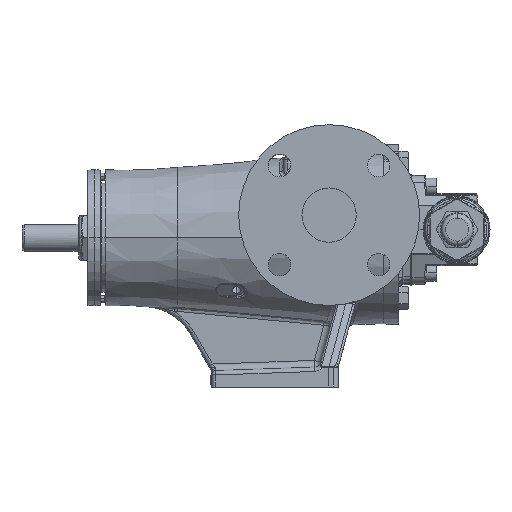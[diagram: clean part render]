
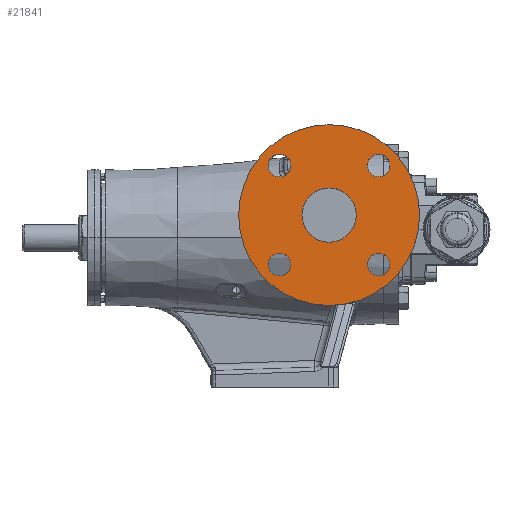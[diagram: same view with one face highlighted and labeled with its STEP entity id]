
A CAD part, top view. The second image highlights one B-rep face of the part: STEP entity #21841.
In plain terms, the highlighted planar face has unit normal (0, 0, 1).
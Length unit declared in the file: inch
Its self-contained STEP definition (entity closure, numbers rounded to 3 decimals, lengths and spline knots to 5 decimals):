
#506 = CIRCLE ( 'NONE', #83612, 2.5 ) ;
#1622 = CARTESIAN_POINT ( 'NONE',  ( -1.5, 0.62, 4. ) ) ;
#2244 = CARTESIAN_POINT ( 'NONE',  ( -0.44248, -0.75002, 4. ) ) ;
#4038 = DIRECTION ( 'NONE',  ( 1., 0., 0. ) ) ;
#4148 = CIRCLE ( 'NONE', #34245, 0.3125 ) ;
#4452 = FACE_BOUND ( 'NONE', #34109, .T. ) ;
#6144 = EDGE_LOOP ( 'NONE', ( #113935, #129026 ) ) ;
#6163 = ORIENTED_EDGE ( 'NONE', *, *, #12843, .F. ) ;
#6781 = CARTESIAN_POINT ( 'NONE',  ( -1.5, 0.62, 4. ) ) ;
#7455 = EDGE_LOOP ( 'NONE', ( #138947, #71127 ) ) ;
#8554 = VERTEX_POINT ( 'NONE', #126407 ) ;
#10254 = EDGE_CURVE ( 'NONE', #74989, #102558, #134771, .T. ) ;
#11052 = EDGE_CURVE ( 'NONE', #18090, #75861, #38951, .T. ) ;
#11196 = DIRECTION ( 'NONE',  ( 0., 1., 0. ) ) ;
#12650 = EDGE_CURVE ( 'NONE', #131622, #136594, #123862, .T. ) ;
#12729 = AXIS2_PLACEMENT_3D ( 'NONE', #122652, #47081, #4038 ) ;
#12743 = FACE_BOUND ( 'NONE', #47545, .T. ) ;
#12843 = EDGE_CURVE ( 'NONE', #136594, #131622, #34762, .T. ) ;
#14827 = CARTESIAN_POINT ( 'NONE',  ( 1.00004, 0., 4. ) ) ;
#18090 = VERTEX_POINT ( 'NONE', #70159 ) ;
#18163 = ORIENTED_EDGE ( 'NONE', *, *, #85387, .F. ) ;
#18691 = CARTESIAN_POINT ( 'NONE',  ( -0.12998, -0.75002, 4. ) ) ;
#19475 = FACE_BOUND ( 'NONE', #119861, .T. ) ;
#21017 = CARTESIAN_POINT ( 'NONE',  ( 0.18252, 1.99002, 4. ) ) ;
#21747 = ORIENTED_EDGE ( 'NONE', *, *, #12650, .F. ) ;
#21819 = DIRECTION ( 'NONE',  ( 1., 0., 0. ) ) ;
#21841 = ADVANCED_FACE ( 'NONE', ( #4452, #93274, #19475, #123495, #12743, #128580 ), #123621, .F. ) ;
#26133 = DIRECTION ( 'NONE',  ( 1., 0., 0. ) ) ;
#27760 = DIRECTION ( 'NONE',  ( 0., 0., 1. ) ) ;
#27925 = CIRCLE ( 'NONE', #49237, 2.5 ) ;
#29894 = DIRECTION ( 'NONE',  ( 0., 0., 1. ) ) ;
#31889 = AXIS2_PLACEMENT_3D ( 'NONE', #96766, #130111, #21819 ) ;
#34109 = EDGE_LOOP ( 'NONE', ( #18163, #63091 ) ) ;
#34245 = AXIS2_PLACEMENT_3D ( 'NONE', #123196, #133560, #26133 ) ;
#34762 = CIRCLE ( 'NONE', #86398, 0.75 ) ;
#35414 = VERTEX_POINT ( 'NONE', #119175 ) ;
#36057 = CARTESIAN_POINT ( 'NONE',  ( -2.87002, -0.75002, 4. ) ) ;
#38951 = CIRCLE ( 'NONE', #52177, 0.3125 ) ;
#39498 = AXIS2_PLACEMENT_3D ( 'NONE', #133929, #134398, #91551 ) ;
#42594 = DIRECTION ( 'NONE',  ( 0., 0., 1. ) ) ;
#42822 = EDGE_CURVE ( 'NONE', #8554, #102730, #48664, .T. ) ;
#45738 = EDGE_CURVE ( 'NONE', #102558, #74989, #97523, .T. ) ;
#47081 = DIRECTION ( 'NONE',  ( 0., 0., 1. ) ) ;
#47545 = EDGE_LOOP ( 'NONE', ( #6163, #21747 ) ) ;
#47835 = AXIS2_PLACEMENT_3D ( 'NONE', #1622, #87752, #57211 ) ;
#48079 = CARTESIAN_POINT ( 'NONE',  ( -2.55752, -0.75002, 4. ) ) ;
#48664 = CIRCLE ( 'NONE', #12729, 0.3125 ) ;
#49170 = DIRECTION ( 'NONE',  ( 0., 1., 0. ) ) ;
#49237 = AXIS2_PLACEMENT_3D ( 'NONE', #53268, #42594, #11196 ) ;
#52177 = AXIS2_PLACEMENT_3D ( 'NONE', #36057, #101616, #112020 ) ;
#53268 = CARTESIAN_POINT ( 'NONE',  ( -1.5, 0.62, 4. ) ) ;
#57211 = DIRECTION ( 'NONE',  ( 0., -1., 0. ) ) ;
#60462 = DIRECTION ( 'NONE',  ( 0., 0., 1. ) ) ;
#61511 = CARTESIAN_POINT ( 'NONE',  ( -3.18252, 1.99002, 4. ) ) ;
#61976 = VERTEX_POINT ( 'NONE', #130954 ) ;
#62620 = CARTESIAN_POINT ( 'NONE',  ( -0.12998, 1.99002, 4. ) ) ;
#63091 = ORIENTED_EDGE ( 'NONE', *, *, #65907, .F. ) ;
#65907 = EDGE_CURVE ( 'NONE', #101426, #35414, #115008, .T. ) ;
#67816 = EDGE_CURVE ( 'NONE', #102730, #8554, #129499, .T. ) ;
#70159 = CARTESIAN_POINT ( 'NONE',  ( -3.18252, -0.75002, 4. ) ) ;
#71127 = ORIENTED_EDGE ( 'NONE', *, *, #97086, .T. ) ;
#74989 = VERTEX_POINT ( 'NONE', #115920 ) ;
#75342 = CARTESIAN_POINT ( 'NONE',  ( 1., 0.62, 4. ) ) ;
#75861 = VERTEX_POINT ( 'NONE', #48079 ) ;
#77848 = EDGE_CURVE ( 'NONE', #97272, #61976, #27925, .T. ) ;
#78789 = CARTESIAN_POINT ( 'NONE',  ( -0.75, 0.62, 4. ) ) ;
#82550 = ORIENTED_EDGE ( 'NONE', *, *, #11052, .F. ) ;
#83612 = AXIS2_PLACEMENT_3D ( 'NONE', #122907, #92761, #49170 ) ;
#85387 = EDGE_CURVE ( 'NONE', #35414, #101426, #92495, .T. ) ;
#86398 = AXIS2_PLACEMENT_3D ( 'NONE', #6781, #60462, #133844 ) ;
#87177 = ORIENTED_EDGE ( 'NONE', *, *, #10254, .F. ) ;
#87752 = DIRECTION ( 'NONE',  ( 0., 0., 1. ) ) ;
#88417 = AXIS2_PLACEMENT_3D ( 'NONE', #18691, #29894, #104889 ) ;
#90250 = DIRECTION ( 'NONE',  ( 0., 0., -1. ) ) ;
#91551 = DIRECTION ( 'NONE',  ( 1., 0., 0. ) ) ;
#92495 = CIRCLE ( 'NONE', #31889, 0.3125 ) ;
#92761 = DIRECTION ( 'NONE',  ( 0., 0., 1. ) ) ;
#93274 = FACE_BOUND ( 'NONE', #103666, .T. ) ;
#96294 = AXIS2_PLACEMENT_3D ( 'NONE', #113114, #27760, #114498 ) ;
#96766 = CARTESIAN_POINT ( 'NONE',  ( -2.87002, 1.99002, 4. ) ) ;
#97086 = EDGE_CURVE ( 'NONE', #61976, #97272, #506, .T. ) ;
#97272 = VERTEX_POINT ( 'NONE', #75342 ) ;
#97523 = CIRCLE ( 'NONE', #124469, 0.3125 ) ;
#101051 = DIRECTION ( 'NONE',  ( 0., 1., 0. ) ) ;
#101426 = VERTEX_POINT ( 'NONE', #61511 ) ;
#101616 = DIRECTION ( 'NONE',  ( 0., 0., 1. ) ) ;
#102558 = VERTEX_POINT ( 'NONE', #21017 ) ;
#102730 = VERTEX_POINT ( 'NONE', #2244 ) ;
#103666 = EDGE_LOOP ( 'NONE', ( #125301, #87177 ) ) ;
#104455 = DIRECTION ( 'NONE',  ( 0., 0., 1. ) ) ;
#104889 = DIRECTION ( 'NONE',  ( 1., 0., 0. ) ) ;
#105346 = ORIENTED_EDGE ( 'NONE', *, *, #113472, .F. ) ;
#109057 = CARTESIAN_POINT ( 'NONE',  ( -2.25, 0.62, 4. ) ) ;
#112020 = DIRECTION ( 'NONE',  ( 1., 0., 0. ) ) ;
#113114 = CARTESIAN_POINT ( 'NONE',  ( -2.87002, 1.99002, 4. ) ) ;
#113472 = EDGE_CURVE ( 'NONE', #75861, #18090, #4148, .T. ) ;
#113935 = ORIENTED_EDGE ( 'NONE', *, *, #42822, .F. ) ;
#114498 = DIRECTION ( 'NONE',  ( 1., 0., 0. ) ) ;
#115008 = CIRCLE ( 'NONE', #96294, 0.3125 ) ;
#115920 = CARTESIAN_POINT ( 'NONE',  ( -0.44248, 1.99002, 4. ) ) ;
#119175 = CARTESIAN_POINT ( 'NONE',  ( -2.55752, 1.99002, 4. ) ) ;
#119861 = EDGE_LOOP ( 'NONE', ( #105346, #82550 ) ) ;
#122652 = CARTESIAN_POINT ( 'NONE',  ( -0.12998, -0.75002, 4. ) ) ;
#122907 = CARTESIAN_POINT ( 'NONE',  ( -1.5, 0.62, 4. ) ) ;
#123196 = CARTESIAN_POINT ( 'NONE',  ( -2.87002, -0.75002, 4. ) ) ;
#123495 = FACE_OUTER_BOUND ( 'NONE', #7455, .T. ) ;
#123621 = PLANE ( 'NONE',  #134465 ) ;
#123862 = CIRCLE ( 'NONE', #47835, 0.75 ) ;
#124469 = AXIS2_PLACEMENT_3D ( 'NONE', #62620, #104455, #136479 ) ;
#125301 = ORIENTED_EDGE ( 'NONE', *, *, #45738, .F. ) ;
#126407 = CARTESIAN_POINT ( 'NONE',  ( 0.18252, -0.75002, 4. ) ) ;
#128580 = FACE_BOUND ( 'NONE', #6144, .T. ) ;
#129026 = ORIENTED_EDGE ( 'NONE', *, *, #67816, .F. ) ;
#129499 = CIRCLE ( 'NONE', #88417, 0.3125 ) ;
#130111 = DIRECTION ( 'NONE',  ( 0., 0., 1. ) ) ;
#130954 = CARTESIAN_POINT ( 'NONE',  ( -4., 0.62, 4. ) ) ;
#131622 = VERTEX_POINT ( 'NONE', #109057 ) ;
#133560 = DIRECTION ( 'NONE',  ( 0., 0., 1. ) ) ;
#133844 = DIRECTION ( 'NONE',  ( 0., -1., 0. ) ) ;
#133929 = CARTESIAN_POINT ( 'NONE',  ( -0.12998, 1.99002, 4. ) ) ;
#134398 = DIRECTION ( 'NONE',  ( 0., 0., 1. ) ) ;
#134465 = AXIS2_PLACEMENT_3D ( 'NONE', #14827, #90250, #101051 ) ;
#134771 = CIRCLE ( 'NONE', #39498, 0.3125 ) ;
#136479 = DIRECTION ( 'NONE',  ( 1., 0., 0. ) ) ;
#136594 = VERTEX_POINT ( 'NONE', #78789 ) ;
#138947 = ORIENTED_EDGE ( 'NONE', *, *, #77848, .T. ) ;
